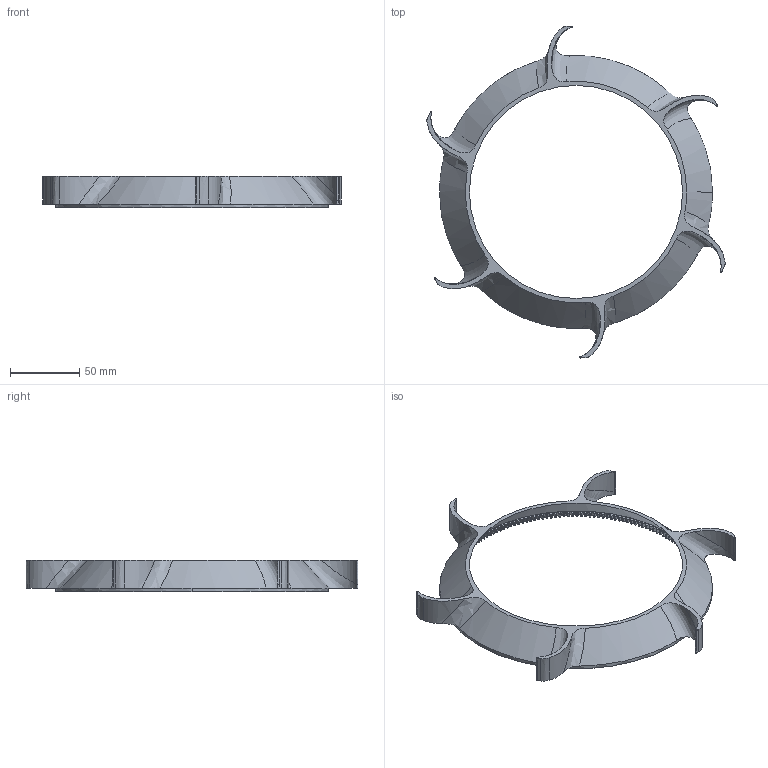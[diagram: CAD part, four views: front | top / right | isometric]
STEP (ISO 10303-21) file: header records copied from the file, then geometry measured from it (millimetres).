
FILE_DESCRIPTION (( 'STEP AP214' ), '1' );
FILE_NAME ('Ðý×ª¼þ.STEP', '2023-08-10T05:53:23', ( '' ), ( '' ), 'SwSTEP 2.0', 'SolidWorks 2023', '' );
FILE_SCHEMA (( 'AUTOMOTIVE_DESIGN' ));
Length unit declared in the file: millimetre
Products named in the file (1): 旋转件
Bounding box: 215.48 x 239.91 x 22.5 mm (x, y, z)
Volume: 59968.3 mm3; surface area: 54297 mm2
Topology: 2 solids, 2 shells, 822 faces, 2436 edges, 1618 vertices
Faces by surface type: cylinder 761, bspline 42, plane 10, cone 9
Entity records: 33793 total; most frequent: CARTESIAN_POINT 10637, DIRECTION 5386, ORIENTED_EDGE 4872, EDGE_CURVE 2436, AXIS2_PLACEMENT_3D 2314, VERTEX_POINT 1618, CIRCLE 1533, EDGE_LOOP 826
